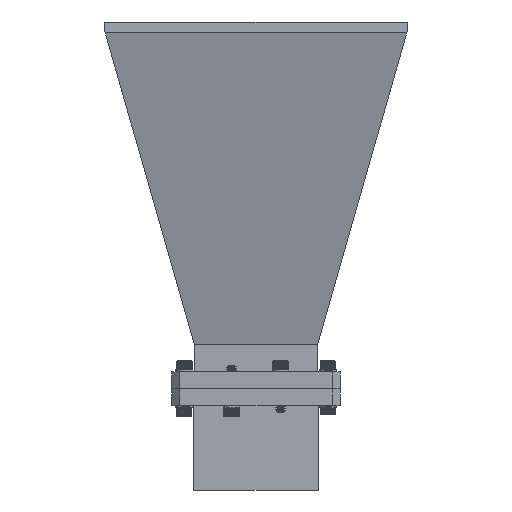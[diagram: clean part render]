
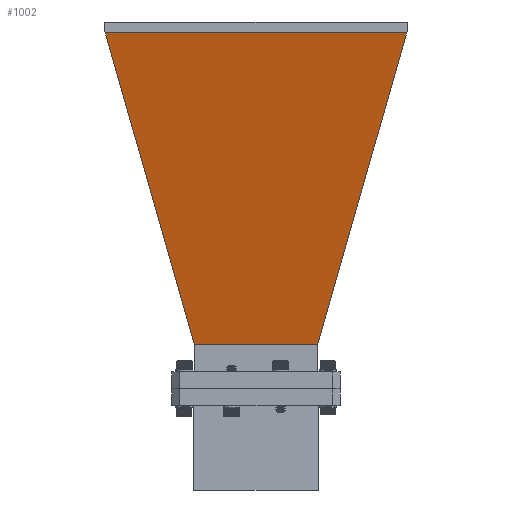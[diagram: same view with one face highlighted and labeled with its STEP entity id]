
A CAD part, front view. The second image highlights one B-rep face of the part: STEP entity #1002.
In plain terms, the highlighted face is planar.
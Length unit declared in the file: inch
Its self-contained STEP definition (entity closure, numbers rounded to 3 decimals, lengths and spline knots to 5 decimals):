
#141 = ORIENTED_EDGE ( 'NONE', *, *, #5025, .T. ) ;
#1002 = ADVANCED_FACE ( 'NONE', ( #5078 ), #8508, .T. ) ;
#1166 = AXIS2_PLACEMENT_3D ( 'NONE', #12157, #8581, #8435 ) ;
#1476 = EDGE_CURVE ( 'NONE', #10688, #7411, #12598, .T. ) ;
#2132 = LINE ( 'NONE', #5526, #7341 ) ;
#2960 = VECTOR ( 'NONE', #8632, 39.37008 ) ;
#3195 = CARTESIAN_POINT ( 'NONE',  ( 1.63239, 0., 6.57559 ) ) ;
#3833 = CARTESIAN_POINT ( 'NONE',  ( 1.63239, 2.23083, 6.57559 ) ) ;
#4243 = CARTESIAN_POINT ( 'NONE',  ( 0.51561, 0.9138, 1.95443 ) ) ;
#5025 = EDGE_CURVE ( 'NONE', #10688, #9812, #6510, .T. ) ;
#5078 = FACE_OUTER_BOUND ( 'NONE', #13521, .T. ) ;
#5526 = CARTESIAN_POINT ( 'NONE',  ( 1.63239, 2.23083, 6.57559 ) ) ;
#5880 = ORIENTED_EDGE ( 'NONE', *, *, #12269, .F. ) ;
#6048 = CARTESIAN_POINT ( 'NONE',  ( 0.51561, -0.9138, 1.95443 ) ) ;
#6510 = LINE ( 'NONE', #8787, #2960 ) ;
#7341 = VECTOR ( 'NONE', #10095, 39.37008 ) ;
#7411 = VERTEX_POINT ( 'NONE', #11627 ) ;
#7865 = DIRECTION ( 'NONE',  ( 0., -1., 0. ) ) ;
#8124 = ORIENTED_EDGE ( 'NONE', *, *, #1476, .F. ) ;
#8435 = DIRECTION ( 'NONE',  ( -0.235, 0., -0.972 ) ) ;
#8508 = PLANE ( 'NONE',  #1166 ) ;
#8581 = DIRECTION ( 'NONE',  ( 0.972, 0., -0.235 ) ) ;
#8632 = DIRECTION ( 'NONE',  ( 0., 1., 0. ) ) ;
#8787 = CARTESIAN_POINT ( 'NONE',  ( 0.51561, 0., 1.95443 ) ) ;
#8913 = LINE ( 'NONE', #3195, #10671 ) ;
#9070 = DIRECTION ( 'NONE',  ( 0.226, -0.267, 0.937 ) ) ;
#9171 = VERTEX_POINT ( 'NONE', #3833 ) ;
#9298 = ORIENTED_EDGE ( 'NONE', *, *, #9839, .T. ) ;
#9812 = VERTEX_POINT ( 'NONE', #4243 ) ;
#9839 = EDGE_CURVE ( 'NONE', #9171, #7411, #8913, .T. ) ;
#10095 = DIRECTION ( 'NONE',  ( -0.226, -0.267, -0.937 ) ) ;
#10114 = CARTESIAN_POINT ( 'NONE',  ( 0.51561, -0.9138, 1.95443 ) ) ;
#10671 = VECTOR ( 'NONE', #7865, 39.37008 ) ;
#10688 = VERTEX_POINT ( 'NONE', #10114 ) ;
#11627 = CARTESIAN_POINT ( 'NONE',  ( 1.63239, -2.23083, 6.57559 ) ) ;
#12157 = CARTESIAN_POINT ( 'NONE',  ( 1.08868, 0., 4.32576 ) ) ;
#12269 = EDGE_CURVE ( 'NONE', #9171, #9812, #2132, .T. ) ;
#12598 = LINE ( 'NONE', #6048, #14473 ) ;
#13521 = EDGE_LOOP ( 'NONE', ( #141, #5880, #9298, #8124 ) ) ;
#14473 = VECTOR ( 'NONE', #9070, 39.37008 ) ;
